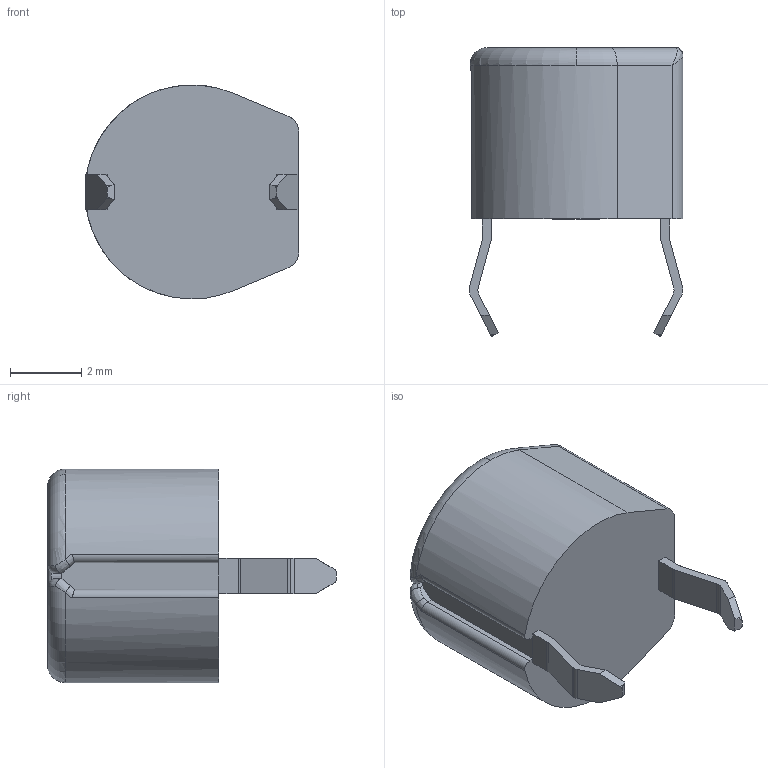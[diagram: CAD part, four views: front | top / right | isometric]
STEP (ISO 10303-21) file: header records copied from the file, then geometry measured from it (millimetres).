
FILE_DESCRIPTION (( 'STEP AP214' ), '1' );
FILE_NAME ('91952175-38E4-4ADF-8729-9B2D7AD3C513.STEP', '2023-06-07T07:11:38', ( '' ), ( '' ), 'SwSTEP 2.0', 'SolidWorks 2022', '' );
FILE_SCHEMA (( 'AUTOMOTIVE_DESIGN' ));
Length unit declared in the file: millimetre
Products named in the file (1): 91952175-38E4-4ADF-8729-9B2D7AD3C513
Bounding box: 6 x 8.1 x 6 mm (x, y, z)
Volume: 138.1 mm3; surface area: 180.1 mm2
Topology: 1 solids, 1 shells, 103 faces, 274 edges, 172 vertices
Faces by surface type: plane 50, cylinder 35, bspline 10, torus 6, sphere 2
Entity records: 4327 total; most frequent: CARTESIAN_POINT 820, ORIENTED_EDGE 540, DIRECTION 502, EDGE_CURVE 270, AXIS2_PLACEMENT_3D 174, VERTEX_POINT 172, VECTOR 154, LINE 154
